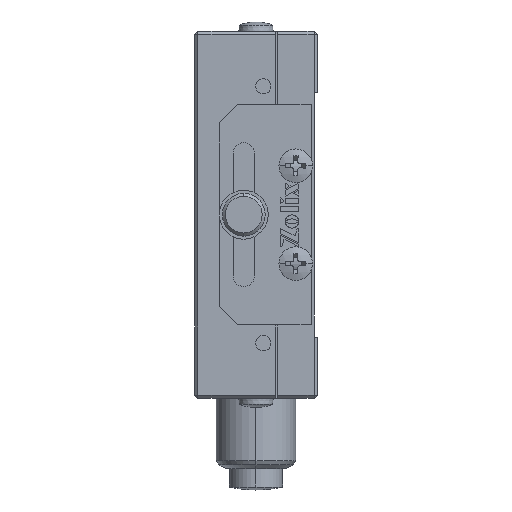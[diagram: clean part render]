
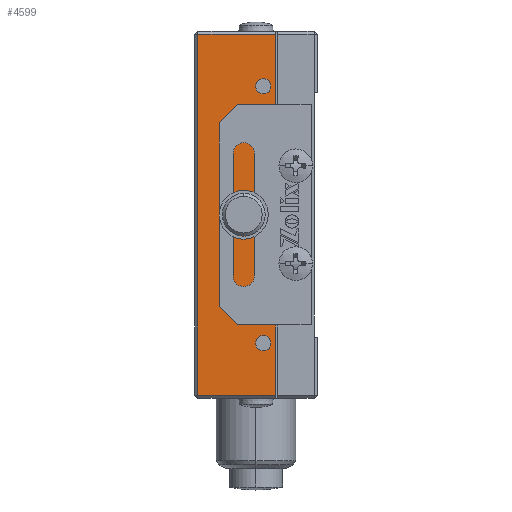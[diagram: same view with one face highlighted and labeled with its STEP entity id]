
A CAD part, left-side view. The second image highlights one B-rep face of the part: STEP entity #4599.
In plain terms, the highlighted planar face has unit normal (-1, 0, 0).
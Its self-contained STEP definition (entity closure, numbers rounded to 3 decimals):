
#3 = LINE ( 'NONE', #5043, #7896 ) ;
#587 = CARTESIAN_POINT ( 'NONE',  ( -28.865, -0.647, 72.55 ) ) ;
#913 = CARTESIAN_POINT ( 'NONE',  ( -28.865, -5.847, 41.3 ) ) ;
#958 = DIRECTION ( 'NONE',  ( 0., 0., 1. ) ) ;
#1207 = EDGE_CURVE ( 'NONE', #22941, #5987, #3626, .T. ) ;
#1216 = CARTESIAN_POINT ( 'NONE',  ( -28.865, -3.847, 50.3 ) ) ;
#1410 = AXIS2_PLACEMENT_3D ( 'NONE', #913, #21338, #6451 ) ;
#1559 = EDGE_CURVE ( 'NONE', #4314, #23778, #3594, .T. ) ;
#1584 = CARTESIAN_POINT ( 'NONE',  ( -28.865, -3.847, 51.55 ) ) ;
#1589 = DIRECTION ( 'NONE',  ( -1., 0., 0. ) ) ;
#1673 = FACE_BOUND ( 'NONE', #14331, .T. ) ;
#1908 = DIRECTION ( 'NONE',  ( 0., 0., 1. ) ) ;
#2111 = ORIENTED_EDGE ( 'NONE', *, *, #15662, .T. ) ;
#2266 = ORIENTED_EDGE ( 'NONE', *, *, #16098, .T. ) ;
#2297 = LINE ( 'NONE', #13702, #4330 ) ;
#2516 = CARTESIAN_POINT ( 'NONE',  ( -28.865, 6.853, 41.3 ) ) ;
#3045 = AXIS2_PLACEMENT_3D ( 'NONE', #5722, #22493, #17002 ) ;
#3219 = CARTESIAN_POINT ( 'NONE',  ( -28.865, 6.853, 100.8 ) ) ;
#3371 = VERTEX_POINT ( 'NONE', #4466 ) ;
#3507 = ORIENTED_EDGE ( 'NONE', *, *, #11675, .F. ) ;
#3594 = CIRCLE ( 'NONE', #22623, 1.25 ) ;
#3626 = CIRCLE ( 'NONE', #5529, 1.25 ) ;
#3638 = DIRECTION ( 'NONE',  ( 0., 1., 0. ) ) ;
#3754 = VERTEX_POINT ( 'NONE', #1584 ) ;
#4314 = VERTEX_POINT ( 'NONE', #19318 ) ;
#4330 = VECTOR ( 'NONE', #9483, 1000. ) ;
#4376 = VECTOR ( 'NONE', #4457, 1000. ) ;
#4410 = CARTESIAN_POINT ( 'NONE',  ( -28.865, -3.847, 91.05 ) ) ;
#4457 = DIRECTION ( 'NONE',  ( 0., 0., -1. ) ) ;
#4466 = CARTESIAN_POINT ( 'NONE',  ( -28.865, -0.647, 70.05 ) ) ;
#4599 = ADVANCED_FACE ( 'NONE', ( #23367, #1673, #22764, #17768, #23925, #8414 ), #15598, .T. ) ;
#4758 = AXIS2_PLACEMENT_3D ( 'NONE', #4844, #19501, #958 ) ;
#4824 = CIRCLE ( 'NONE', #7967, 1.25 ) ;
#4844 = CARTESIAN_POINT ( 'NONE',  ( -28.865, -3.847, 60.3 ) ) ;
#4891 = DIRECTION ( 'NONE',  ( 0., -1., 0. ) ) ;
#5043 = CARTESIAN_POINT ( 'NONE',  ( -28.865, -5.847, 41.8 ) ) ;
#5392 = CIRCLE ( 'NONE', #16766, 1.25 ) ;
#5511 = CARTESIAN_POINT ( 'NONE',  ( -28.865, -5.847, 100.8 ) ) ;
#5529 = AXIS2_PLACEMENT_3D ( 'NONE', #16106, #23790, #10672 ) ;
#5722 = CARTESIAN_POINT ( 'NONE',  ( -28.865, -0.647, 71.3 ) ) ;
#5987 = VERTEX_POINT ( 'NONE', #5988 ) ;
#5988 = CARTESIAN_POINT ( 'NONE',  ( -28.865, -3.847, 61.55 ) ) ;
#6137 = CIRCLE ( 'NONE', #6787, 1.25 ) ;
#6357 = VERTEX_POINT ( 'NONE', #6612 ) ;
#6451 = DIRECTION ( 'NONE',  ( 0., 0., 1. ) ) ;
#6570 = VECTOR ( 'NONE', #3638, 1000. ) ;
#6612 = CARTESIAN_POINT ( 'NONE',  ( -28.865, -5.847, 41.8 ) ) ;
#6757 = EDGE_CURVE ( 'NONE', #18994, #22176, #5392, .T. ) ;
#6787 = AXIS2_PLACEMENT_3D ( 'NONE', #12799, #1589, #1908 ) ;
#6978 = EDGE_CURVE ( 'NONE', #15448, #11830, #22655, .T. ) ;
#7467 = CIRCLE ( 'NONE', #10890, 1.25 ) ;
#7580 = DIRECTION ( 'NONE',  ( 0., 0., 1. ) ) ;
#7710 = ORIENTED_EDGE ( 'NONE', *, *, #9697, .F. ) ;
#7896 = VECTOR ( 'NONE', #4891, 1000. ) ;
#7967 = AXIS2_PLACEMENT_3D ( 'NONE', #21291, #19233, #12025 ) ;
#8285 = CIRCLE ( 'NONE', #3045, 1.25 ) ;
#8414 = FACE_BOUND ( 'NONE', #15915, .T. ) ;
#8549 = DIRECTION ( 'NONE',  ( -1., 0., 0. ) ) ;
#8758 = ORIENTED_EDGE ( 'NONE', *, *, #9033, .F. ) ;
#8914 = ORIENTED_EDGE ( 'NONE', *, *, #6757, .F. ) ;
#9033 = EDGE_CURVE ( 'NONE', #5987, #22941, #16400, .T. ) ;
#9173 = ORIENTED_EDGE ( 'NONE', *, *, #21199, .F. ) ;
#9320 = LINE ( 'NONE', #2516, #4376 ) ;
#9361 = EDGE_LOOP ( 'NONE', ( #9173, #7710 ) ) ;
#9483 = DIRECTION ( 'NONE',  ( 0., 0., 1. ) ) ;
#9594 = CARTESIAN_POINT ( 'NONE',  ( -28.865, -5.847, 100.8 ) ) ;
#9697 = EDGE_CURVE ( 'NONE', #12225, #3754, #6137, .T. ) ;
#10081 = DIRECTION ( 'NONE',  ( 0., 0., 1. ) ) ;
#10319 = CARTESIAN_POINT ( 'NONE',  ( -28.865, -3.847, 81.05 ) ) ;
#10340 = DIRECTION ( 'NONE',  ( 0., 0., 1. ) ) ;
#10390 = ORIENTED_EDGE ( 'NONE', *, *, #6978, .T. ) ;
#10672 = DIRECTION ( 'NONE',  ( 0., 0., 1. ) ) ;
#10890 = AXIS2_PLACEMENT_3D ( 'NONE', #21312, #19664, #10081 ) ;
#11450 = DIRECTION ( 'NONE',  ( 0., 0., 1. ) ) ;
#11675 = EDGE_CURVE ( 'NONE', #17680, #3371, #7467, .T. ) ;
#11750 = ORIENTED_EDGE ( 'NONE', *, *, #18756, .F. ) ;
#11830 = VERTEX_POINT ( 'NONE', #3219 ) ;
#12025 = DIRECTION ( 'NONE',  ( 0., 0., 1. ) ) ;
#12066 = CARTESIAN_POINT ( 'NONE',  ( -28.865, -3.847, 82.3 ) ) ;
#12225 = VERTEX_POINT ( 'NONE', #15622 ) ;
#12565 = ORIENTED_EDGE ( 'NONE', *, *, #1559, .F. ) ;
#12713 = VERTEX_POINT ( 'NONE', #13891 ) ;
#12799 = CARTESIAN_POINT ( 'NONE',  ( -28.865, -3.847, 50.3 ) ) ;
#13057 = ORIENTED_EDGE ( 'NONE', *, *, #24107, .F. ) ;
#13240 = ORIENTED_EDGE ( 'NONE', *, *, #14216, .T. ) ;
#13702 = CARTESIAN_POINT ( 'NONE',  ( -28.865, -5.847, 41.3 ) ) ;
#13891 = CARTESIAN_POINT ( 'NONE',  ( -28.865, 6.853, 41.8 ) ) ;
#13978 = AXIS2_PLACEMENT_3D ( 'NONE', #20674, #20337, #7580 ) ;
#14216 = EDGE_CURVE ( 'NONE', #12713, #6357, #3, .T. ) ;
#14331 = EDGE_LOOP ( 'NONE', ( #3507, #11750 ) ) ;
#14549 = EDGE_LOOP ( 'NONE', ( #8914, #13057 ) ) ;
#14890 = EDGE_LOOP ( 'NONE', ( #2266, #10390, #2111, #13240 ) ) ;
#15448 = VERTEX_POINT ( 'NONE', #9594 ) ;
#15598 = PLANE ( 'NONE',  #1410 ) ;
#15622 = CARTESIAN_POINT ( 'NONE',  ( -28.865, -3.847, 49.05 ) ) ;
#15662 = EDGE_CURVE ( 'NONE', #11830, #12713, #9320, .T. ) ;
#15915 = EDGE_LOOP ( 'NONE', ( #12565, #23166 ) ) ;
#16098 = EDGE_CURVE ( 'NONE', #6357, #15448, #2297, .T. ) ;
#16106 = CARTESIAN_POINT ( 'NONE',  ( -28.865, -3.847, 60.3 ) ) ;
#16190 = ORIENTED_EDGE ( 'NONE', *, *, #1207, .F. ) ;
#16397 = DIRECTION ( 'NONE',  ( 0., 0., 1. ) ) ;
#16400 = CIRCLE ( 'NONE', #4758, 1.25 ) ;
#16766 = AXIS2_PLACEMENT_3D ( 'NONE', #22426, #20617, #11450 ) ;
#17002 = DIRECTION ( 'NONE',  ( 0., 0., 1. ) ) ;
#17520 = EDGE_CURVE ( 'NONE', #23778, #4314, #19771, .T. ) ;
#17680 = VERTEX_POINT ( 'NONE', #587 ) ;
#17768 = FACE_BOUND ( 'NONE', #9361, .T. ) ;
#18417 = EDGE_LOOP ( 'NONE', ( #8758, #16190 ) ) ;
#18756 = EDGE_CURVE ( 'NONE', #3371, #17680, #8285, .T. ) ;
#18994 = VERTEX_POINT ( 'NONE', #21667 ) ;
#19233 = DIRECTION ( 'NONE',  ( -1., 0., 0. ) ) ;
#19318 = CARTESIAN_POINT ( 'NONE',  ( -28.865, -3.847, 83.55 ) ) ;
#19501 = DIRECTION ( 'NONE',  ( -1., 0., 0. ) ) ;
#19664 = DIRECTION ( 'NONE',  ( -1., 0., 0. ) ) ;
#19771 = CIRCLE ( 'NONE', #13978, 1.25 ) ;
#20337 = DIRECTION ( 'NONE',  ( -1., 0., 0. ) ) ;
#20514 = CARTESIAN_POINT ( 'NONE',  ( -28.865, -3.847, 59.05 ) ) ;
#20617 = DIRECTION ( 'NONE',  ( -1., 0., 0. ) ) ;
#20674 = CARTESIAN_POINT ( 'NONE',  ( -28.865, -3.847, 82.3 ) ) ;
#21199 = EDGE_CURVE ( 'NONE', #3754, #12225, #22189, .T. ) ;
#21291 = CARTESIAN_POINT ( 'NONE',  ( -28.865, -3.847, 92.3 ) ) ;
#21312 = CARTESIAN_POINT ( 'NONE',  ( -28.865, -0.647, 71.3 ) ) ;
#21338 = DIRECTION ( 'NONE',  ( -1., 0., 0. ) ) ;
#21667 = CARTESIAN_POINT ( 'NONE',  ( -28.865, -3.847, 93.55 ) ) ;
#21690 = AXIS2_PLACEMENT_3D ( 'NONE', #1216, #8549, #10340 ) ;
#21897 = DIRECTION ( 'NONE',  ( -1., 0., 0. ) ) ;
#22176 = VERTEX_POINT ( 'NONE', #4410 ) ;
#22189 = CIRCLE ( 'NONE', #21690, 1.25 ) ;
#22426 = CARTESIAN_POINT ( 'NONE',  ( -28.865, -3.847, 92.3 ) ) ;
#22493 = DIRECTION ( 'NONE',  ( -1., 0., 0. ) ) ;
#22623 = AXIS2_PLACEMENT_3D ( 'NONE', #12066, #21897, #16397 ) ;
#22655 = LINE ( 'NONE', #5511, #6570 ) ;
#22764 = FACE_BOUND ( 'NONE', #18417, .T. ) ;
#22941 = VERTEX_POINT ( 'NONE', #20514 ) ;
#23166 = ORIENTED_EDGE ( 'NONE', *, *, #17520, .F. ) ;
#23367 = FACE_OUTER_BOUND ( 'NONE', #14890, .T. ) ;
#23778 = VERTEX_POINT ( 'NONE', #10319 ) ;
#23790 = DIRECTION ( 'NONE',  ( -1., 0., 0. ) ) ;
#23925 = FACE_BOUND ( 'NONE', #14549, .T. ) ;
#24107 = EDGE_CURVE ( 'NONE', #22176, #18994, #4824, .T. ) ;
